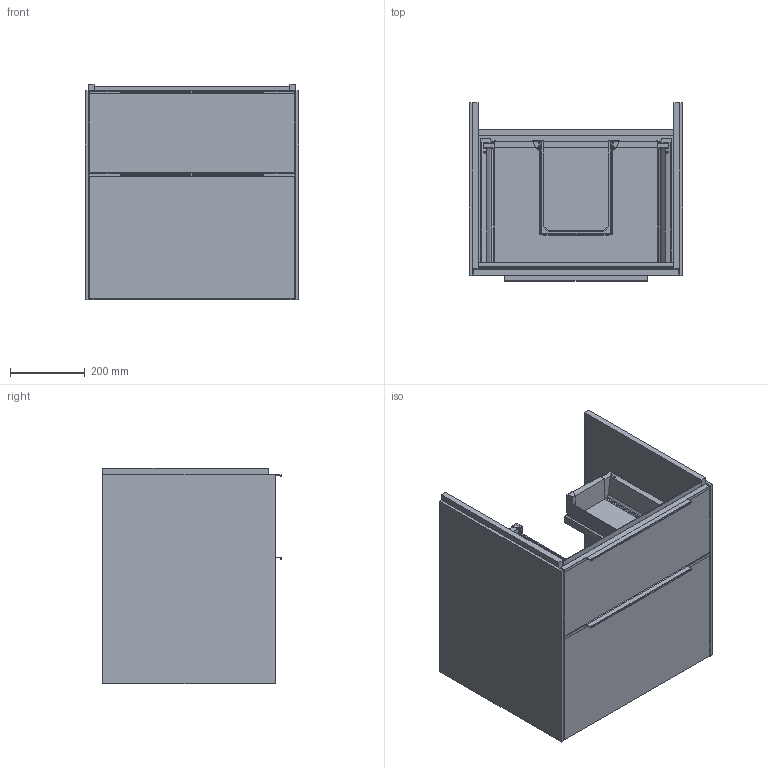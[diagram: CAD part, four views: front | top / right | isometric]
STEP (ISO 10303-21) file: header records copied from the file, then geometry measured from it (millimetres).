
FILE_DESCRIPTION(/* description */ (''),/* implementation_level */ '2;1');
FILE_NAME(/* name */ 'TK022_C5780Z_RFS.stp',/* time_stamp */ '2020-09-29T16:47:05+02:00',/* author */ ('LyrhammerM'),/* organization */ (''),/* preprocessor_version */ 'ST-DEVELOPER v16.1',/* originating_system */ 'Autodesk Inventor 2016',/* authorisation */ '');
FILE_SCHEMA (('AUTOMOTIVE_DESIGN { 1 0 10303 214 3 1 1 }'));
Products named in the file (1): TK022_C5780Z_RFS
Bounding box: 572 x 478 x 576 mm (x, y, z)
Volume: 29474931.7 mm3; surface area: 5120081.9 mm2
Topology: 34 solids, 34 shells, 2055 faces, 5560 edges, 3662 vertices
Faces by surface type: plane 1406, cylinder 595, bspline 22, torus 14, sphere 12, cone 6
Full cylindrical faces by diameter (mm): 2.5 x2, 4 x4, 5 x8, 5.1 x4, 6 x12, 7.2 x2, 10 x2, 12 x2, 12.2 x2
Entity records: 64848 total; most frequent: CARTESIAN_POINT 11640, ORIENTED_EDGE 11012, DIRECTION 10818, EDGE_CURVE 5506, LINE 4218, VECTOR 4218, VERTEX_POINT 3656, AXIS2_PLACEMENT_3D 3300
